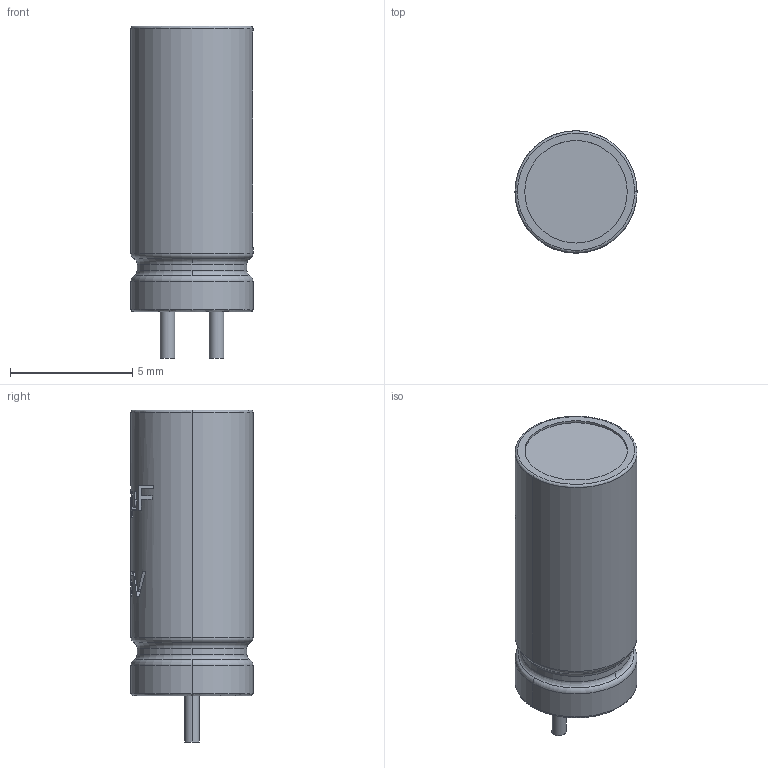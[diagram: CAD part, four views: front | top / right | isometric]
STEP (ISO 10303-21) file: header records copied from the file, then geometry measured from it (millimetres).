
FILE_DESCRIPTION (( 'STEP AP214' ), '1' );
FILE_NAME ('User Library-Capacitor Electrolitico 5x11.STEP', '2014-01-20T17:30:52', ( 'Windows User' ), ( '' ), 'SwSTEP 2.0', 'SolidWorks 2014', '' );
FILE_SCHEMA (( 'AUTOMOTIVE_DESIGN' ));
Length unit declared in the file: millimetre
Products named in the file (1): User Library-Capacitor Electrolitico 5x11
Bounding box: 5 x 5 x 13.6 mm (x, y, z)
Volume: 223.3 mm3; surface area: 259.7 mm2
Topology: 1 solids, 1 shells, 160 faces, 412 edges, 272 vertices
Faces by surface type: plane 98, bspline 33, cylinder 21, torus 8
Entity records: 6641 total; most frequent: CARTESIAN_POINT 2504, ORIENTED_EDGE 824, DIRECTION 684, EDGE_CURVE 412, VERTEX_POINT 272, LINE 246, VECTOR 246, AXIS2_PLACEMENT_3D 219
